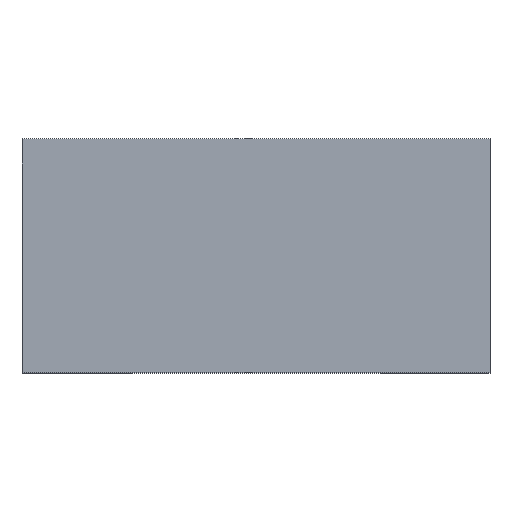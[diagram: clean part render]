
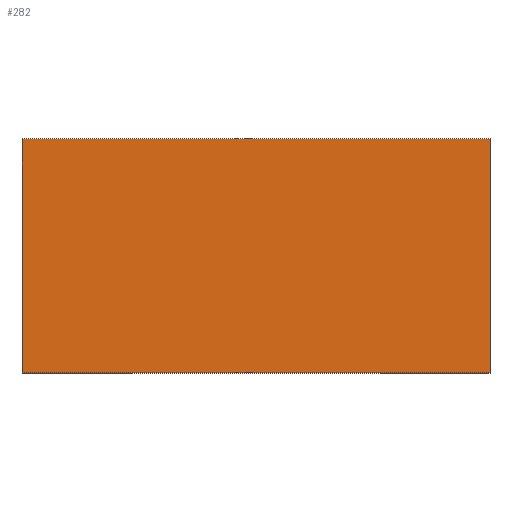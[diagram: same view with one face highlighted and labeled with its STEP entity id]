
A CAD part, top view. The second image highlights one B-rep face of the part: STEP entity #282.
In plain terms, the highlighted planar face has unit normal (0, 0, 1).
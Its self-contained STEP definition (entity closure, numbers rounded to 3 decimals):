
#24=FACE_OUTER_BOUND('',#42,.T.);
#42=EDGE_LOOP('',(#204,#205,#206,#207));
#58=LINE('',#412,#94);
#61=LINE('',#418,#97);
#64=LINE('',#424,#100);
#67=LINE('',#428,#103);
#94=VECTOR('',#336,10.);
#97=VECTOR('',#341,10.);
#100=VECTOR('',#346,10.);
#103=VECTOR('',#351,10.);
#130=VERTEX_POINT('',#409);
#131=VERTEX_POINT('',#411);
#133=VERTEX_POINT('',#417);
#135=VERTEX_POINT('',#423);
#154=EDGE_CURVE('',#131,#130,#58,.T.);
#157=EDGE_CURVE('',#133,#131,#61,.T.);
#160=EDGE_CURVE('',#135,#133,#64,.T.);
#163=EDGE_CURVE('',#130,#135,#67,.T.);
#204=ORIENTED_EDGE('',*,*,#163,.T.);
#205=ORIENTED_EDGE('',*,*,#160,.T.);
#206=ORIENTED_EDGE('',*,*,#157,.T.);
#207=ORIENTED_EDGE('',*,*,#154,.T.);
#264=PLANE('',#316);
#282=ADVANCED_FACE('',(#24),#264,.T.);
#316=AXIS2_PLACEMENT_3D('',#429,#352,#353);
#336=DIRECTION('',(0.,-1.,0.));
#341=DIRECTION('',(-1.,0.,0.));
#346=DIRECTION('',(0.,1.,0.));
#351=DIRECTION('',(1.,0.,0.));
#352=DIRECTION('center_axis',(0.,0.,1.));
#353=DIRECTION('ref_axis',(1.,0.,0.));
#409=CARTESIAN_POINT('',(-0.813,-0.407,0.416));
#411=CARTESIAN_POINT('',(-0.813,0.407,0.416));
#412=CARTESIAN_POINT('',(-0.813,-0.407,0.416));
#417=CARTESIAN_POINT('',(0.813,0.407,0.416));
#418=CARTESIAN_POINT('',(-0.813,0.407,0.416));
#423=CARTESIAN_POINT('',(0.813,-0.407,0.416));
#424=CARTESIAN_POINT('',(0.813,0.407,0.416));
#428=CARTESIAN_POINT('',(0.813,-0.407,0.416));
#429=CARTESIAN_POINT('Origin',(0.,0.,0.416));
